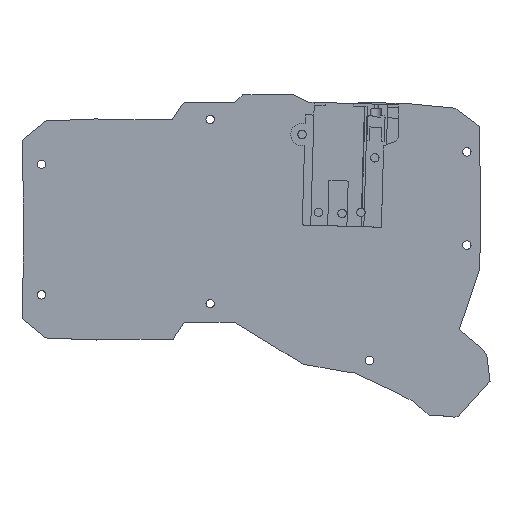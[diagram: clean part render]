
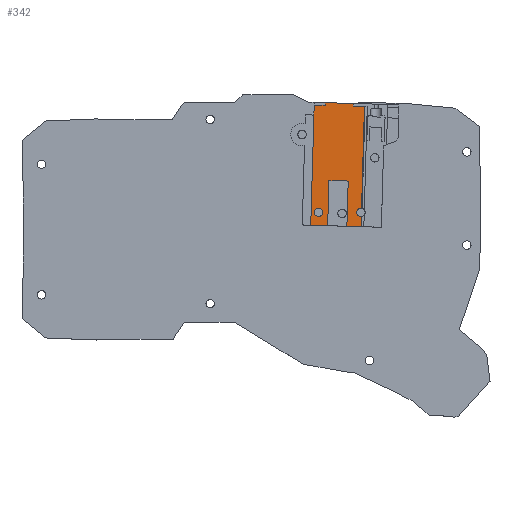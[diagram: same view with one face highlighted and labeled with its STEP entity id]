
A CAD part, top view. The second image highlights one B-rep face of the part: STEP entity #342.
In plain terms, the highlighted planar face has unit normal (0, 0, 1).
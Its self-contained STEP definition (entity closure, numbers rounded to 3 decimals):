
#342=ADVANCED_FACE('',(#1438,#1440),#1442,.T.);
#1438=FACE_BOUND('',#1439,.T.);
#1439=EDGE_LOOP('',(#2291,#2292,#2293,#2294,#2295,#2296,#2297,#2298,#2299,#2300,
#2301,#2302,#2303,#2304,#2305,#2306,#2307,#2308,#2309));
#1440=FACE_BOUND('',#1441,.T.);
#1441=EDGE_LOOP('',(#2310));
#1442=PLANE('',#1443);
#1443=AXIS2_PLACEMENT_3D('',#1444,#1445,#1446);
#1444=CARTESIAN_POINT('',(16.582,-6.249,1.5));
#1445=DIRECTION('',(0.,0.,1.));
#1446=DIRECTION('',(1.,-0.029,0.));
#2291=ORIENTED_EDGE('',*,*,#2708,.T.);
#2292=ORIENTED_EDGE('',*,*,#2706,.T.);
#2293=ORIENTED_EDGE('',*,*,#2732,.T.);
#2294=ORIENTED_EDGE('',*,*,#2703,.T.);
#2295=ORIENTED_EDGE('',*,*,#2720,.F.);
#2296=ORIENTED_EDGE('',*,*,#2719,.F.);
#2297=ORIENTED_EDGE('',*,*,#2718,.F.);
#2298=ORIENTED_EDGE('',*,*,#2700,.T.);
#2299=ORIENTED_EDGE('',*,*,#2698,.T.);
#2300=ORIENTED_EDGE('',*,*,#2746,.T.);
#2301=ORIENTED_EDGE('',*,*,#2757,.T.);
#2302=ORIENTED_EDGE('',*,*,#2743,.F.);
#2303=ORIENTED_EDGE('',*,*,#2713,.T.);
#2304=ORIENTED_EDGE('',*,*,#2748,.T.);
#2305=ORIENTED_EDGE('',*,*,#2756,.T.);
#2306=ORIENTED_EDGE('',*,*,#2772,.T.);
#2307=ORIENTED_EDGE('',*,*,#2695,.F.);
#2308=ORIENTED_EDGE('',*,*,#2733,.T.);
#2309=ORIENTED_EDGE('',*,*,#2710,.T.);
#2310=ORIENTED_EDGE('',*,*,#2773,.F.);
#2695=EDGE_CURVE('',#3352,#3354,#3355,.T.);
#2698=EDGE_CURVE('',#3359,#3357,#3360,.F.);
#2700=EDGE_CURVE('',#3362,#3359,#3363,.T.);
#2703=EDGE_CURVE('',#3367,#3365,#3368,.T.);
#2706=EDGE_CURVE('',#3372,#3370,#3373,.F.);
#2708=EDGE_CURVE('',#3375,#3372,#3376,.F.);
#2710=EDGE_CURVE('',#3378,#3375,#3379,.F.);
#2713=EDGE_CURVE('',#3383,#3381,#3384,.F.);
#2718=EDGE_CURVE('',#3362,#3390,#3391,.T.);
#2719=EDGE_CURVE('',#3390,#3392,#3393,.T.);
#2720=EDGE_CURVE('',#3392,#3365,#3394,.T.);
#2732=EDGE_CURVE('',#3370,#3367,#3414,.F.);
#2733=EDGE_CURVE('',#3352,#3378,#3415,.F.);
#2743=EDGE_CURVE('',#3383,#3429,#3430,.T.);
#2746=EDGE_CURVE('',#3357,#3432,#3434,.F.);
#2748=EDGE_CURVE('',#3381,#3435,#3437,.F.);
#2756=EDGE_CURVE('',#3435,#3449,#3451,.F.);
#2757=EDGE_CURVE('',#3432,#3429,#3452,.F.);
#2772=EDGE_CURVE('',#3449,#3354,#3476,.F.);
#2773=EDGE_CURVE('',#3477,#3477,#3478,.T.);
#3352=VERTEX_POINT('',#4749);
#3354=VERTEX_POINT('',#4753);
#3355=LINE('',#4754,#4755);
#3357=VERTEX_POINT('',#4760);
#3359=VERTEX_POINT('',#4764);
#3360=LINE('',#4765,#4766);
#3362=VERTEX_POINT('',#4771);
#3363=LINE('',#4772,#4773);
#3365=VERTEX_POINT('',#4778);
#3367=VERTEX_POINT('',#4782);
#3368=LINE('',#4783,#4784);
#3370=VERTEX_POINT('',#4789);
#3372=VERTEX_POINT('',#4793);
#3373=LINE('',#4794,#4795);
#3375=VERTEX_POINT('',#4800);
#3376=LINE('',#4801,#4802);
#3378=VERTEX_POINT('',#4807);
#3379=LINE('',#4808,#4809);
#3381=VERTEX_POINT('',#4814);
#3383=VERTEX_POINT('',#4818);
#3384=LINE('',#4819,#4820);
#3390=VERTEX_POINT('',#4836);
#3391=CIRCLE('',#4837,1.5);
#3392=VERTEX_POINT('',#4841);
#3393=CIRCLE('',#4842,1.5);
#3394=CIRCLE('',#4846,1.5);
#3414=LINE('',#4895,#4896);
#3415=LINE('',#4898,#4899);
#3429=VERTEX_POINT('',#4934);
#3430=LINE('',#4935,#4936);
#3432=VERTEX_POINT('',#4941);
#3434=LINE('',#4945,#4946);
#3435=VERTEX_POINT('',#4948);
#3437=LINE('',#4952,#4953);
#3449=VERTEX_POINT('',#4978);
#3451=LINE('',#4982,#4983);
#3452=LINE('',#4985,#4986);
#3476=LINE('',#5039,#5040);
#3477=VERTEX_POINT('',#5042);
#3478=CIRCLE('',#5043,1.5);
#4749=CARTESIAN_POINT('',(16.631,-4.532,1.5));
#4753=CARTESIAN_POINT('',(17.751,34.452,1.5));
#4754=CARTESIAN_POINT('',(16.631,-4.532,1.5));
#4755=VECTOR('',#4756,1.);
#4756=DIRECTION('',(0.029,1.,0.));
#4760=CARTESIAN_POINT('',(31.745,37.552,1.5));
#4764=CARTESIAN_POINT('',(35.844,37.434,1.5));
#4765=CARTESIAN_POINT('',(31.745,37.552,1.5));
#4766=VECTOR('',#4767,1.);
#4767=DIRECTION('',(1.,-0.029,0.));
#4771=CARTESIAN_POINT('',(34.811,1.486,1.5));
#4772=CARTESIAN_POINT('',(34.811,1.486,1.5));
#4773=VECTOR('',#4774,1.);
#4774=DIRECTION('',(0.029,1.,0.));
#4778=CARTESIAN_POINT('',(34.728,-1.421,1.5));
#4782=CARTESIAN_POINT('',(34.624,-5.049,1.5));
#4783=CARTESIAN_POINT('',(34.624,-5.049,1.5));
#4784=VECTOR('',#4785,1.);
#4785=DIRECTION('',(0.029,1.,0.));
#4789=CARTESIAN_POINT('',(29.426,-4.899,1.5));
#4793=CARTESIAN_POINT('',(29.885,11.094,1.5));
#4794=CARTESIAN_POINT('',(29.426,-4.899,1.5));
#4795=VECTOR('',#4796,1.);
#4796=DIRECTION('',(0.029,1.,0.));
#4800=CARTESIAN_POINT('',(23.088,11.289,1.5));
#4801=CARTESIAN_POINT('',(29.885,11.094,1.5));
#4802=VECTOR('',#4803,1.);
#4803=DIRECTION('',(-1.,0.029,0.));
#4807=CARTESIAN_POINT('',(22.628,-4.704,1.5));
#4808=CARTESIAN_POINT('',(23.088,11.289,1.5));
#4809=VECTOR('',#4810,1.);
#4810=DIRECTION('',(-0.029,-1.,0.));
#4814=CARTESIAN_POINT('',(17.863,37.95,1.5));
#4818=CARTESIAN_POINT('',(21.753,37.839,1.5));
#4819=CARTESIAN_POINT('',(17.863,37.95,1.5));
#4820=VECTOR('',#4821,1.);
#4821=DIRECTION('',(1.,-0.029,0.));
#4836=CARTESIAN_POINT('',(32.915,0.25,1.5));
#4837=AXIS2_PLACEMENT_3D('',#4838,#4839,#4840);
#4838=CARTESIAN_POINT('',(34.4,0.043,1.5));
#4839=DIRECTION('',(0.,0.,1.));
#4840=DIRECTION('',(0.274,0.962,0.));
#4841=CARTESIAN_POINT('',(34.4,-1.457,1.5));
#4842=AXIS2_PLACEMENT_3D('',#4843,#4844,#4845);
#4843=CARTESIAN_POINT('',(34.4,0.043,1.5));
#4844=DIRECTION('',(0.,0.,1.));
#4845=DIRECTION('',(-0.99,0.138,0.));
#4846=AXIS2_PLACEMENT_3D('',#4847,#4848,#4849);
#4847=CARTESIAN_POINT('',(34.4,0.043,1.5));
#4848=DIRECTION('',(0.,0.,1.));
#4849=DIRECTION('',(0.,-1.,0.));
#4895=CARTESIAN_POINT('',(34.624,-5.049,1.5));
#4896=VECTOR('',#4897,1.);
#4897=DIRECTION('',(-1.,0.029,0.));
#4898=CARTESIAN_POINT('',(22.628,-4.704,1.5));
#4899=VECTOR('',#4900,1.);
#4900=DIRECTION('',(-1.,0.029,0.));
#4934=CARTESIAN_POINT('',(21.781,38.838,1.5));
#4935=CARTESIAN_POINT('',(21.753,37.839,1.5));
#4936=VECTOR('',#4937,1.);
#4937=DIRECTION('',(0.029,1.,0.));
#4941=CARTESIAN_POINT('',(31.774,38.551,1.5));
#4945=CARTESIAN_POINT('',(31.774,38.551,1.5));
#4946=VECTOR('',#4947,1.);
#4947=DIRECTION('',(-0.029,-1.,0.));
#4948=CARTESIAN_POINT('',(17.891,38.95,1.5));
#4952=CARTESIAN_POINT('',(17.891,38.95,1.5));
#4953=VECTOR('',#4954,1.);
#4954=DIRECTION('',(-0.029,-1.,0.));
#4978=CARTESIAN_POINT('',(17.88,38.95,1.5));
#4982=CARTESIAN_POINT('',(17.88,38.95,1.5));
#4983=VECTOR('',#4984,1.);
#4984=DIRECTION('',(1.,-0.029,0.));
#4985=CARTESIAN_POINT('',(21.781,38.838,1.5));
#4986=VECTOR('',#4987,1.);
#4987=DIRECTION('',(1.,-0.029,0.));
#5039=CARTESIAN_POINT('',(17.751,34.452,1.5));
#5040=VECTOR('',#5041,1.);
#5041=DIRECTION('',(0.029,1.,0.));
#5042=CARTESIAN_POINT('',(19.4,-1.457,1.5));
#5043=AXIS2_PLACEMENT_3D('',#5044,#5045,#5046);
#5044=CARTESIAN_POINT('',(19.4,0.043,1.5));
#5045=DIRECTION('',(0.,0.,1.));
#5046=DIRECTION('',(0.,-1.,0.));
